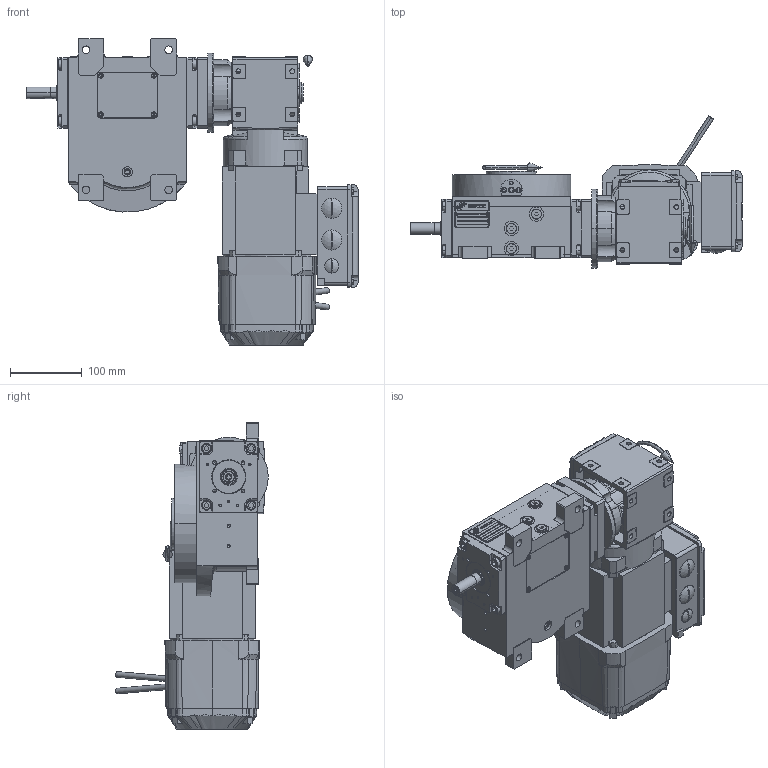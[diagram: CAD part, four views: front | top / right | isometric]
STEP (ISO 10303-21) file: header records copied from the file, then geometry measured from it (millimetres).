
FILE_DESCRIPTION (( 'STEP AP203' ), '1' );
FILE_NAME ('PC5200595.step', '2024-09-04T15:19:02', ( '' ), ( '' ), 'SwSTEP 2.0', 'SolidWorks 2020', '' );
FILE_SCHEMA (( 'CONFIG_CONTROL_DESIGN' ));
Length unit declared in the file: millimetre
Products named in the file (75): cfn2151_01_092; AS_rig04_004; cfn2128_05_006; freccia_angolare_albero; CFN2155_01_007.stp; cfn2115_02_213; cfn2000_01_147; cfn2000_01_129; RIG04_005_ASM.stp; WAF20DRN71M4BE05HR_B_0; cfn2070_05_001; rig04_003_6; RIG06_021_AF0.stp; cfn2276_01_065; cfn2155_01_038; CFN2010_01_006.stp; cfn2205_01_012; cfn2003_01_063; rig04_004_s_001; AS_rig04_071_6_m; cfn2077_01_018; AS_rig04_015; AS_cfn2476_01_001_48x38; freccia_angolare; CFN2223_01-390X6-B.stp; olio_agip_blasia_150; rig04_001_a; CFN2104_02_017.stp; cfn2128_04_011; 900_38_30_003; cfn2476_01_001_48x38; AS_900_38_30_003; AS_rig04_004_s_002; rig04_002_bl_007; cfn2151_01_087; cfn2155_01_055; cfn2107_01_001; rig04_071_6_m.stp; PC5200595; CFN2356_03_051.stp ...
Assembly tree (68 placements, depth 5):
  cfn2151_01_092
  cfn2115_02_213
  cfn2276_01_065
  CFN2010_01_006.stp
  cfn2205_01_012
Bounding box: 462 x 212.2 x 425.9 mm (x, y, z)
Volume: 7438838.5 mm3; surface area: 757479 mm2
Topology: 72 solids, 78 shells, 2946 faces, 7458 edges, 4815 vertices
Faces by surface type: plane 1468, cylinder 1000, cone 413, bspline 34, torus 19, sphere 12
Entity records: 100501 total; most frequent: CARTESIAN_POINT 23123, DIRECTION 14686, ORIENTED_EDGE 14318, EDGE_CURVE 7159, AXIS2_PLACEMENT_3D 5134, VERTEX_POINT 4670, VECTOR 4418, LINE 4418
